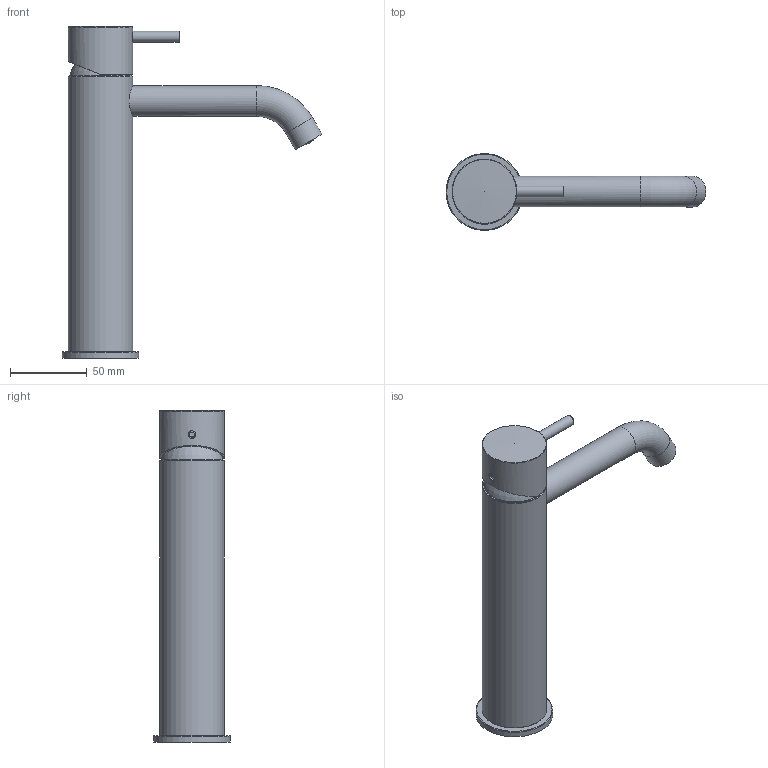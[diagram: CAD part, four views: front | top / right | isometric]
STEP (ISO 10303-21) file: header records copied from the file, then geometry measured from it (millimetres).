
FILE_DESCRIPTION(/* description */ ('Unknown'),/* implementation_level */ '2;1');
FILE_NAME(/* name */ 'CB003MC',/* time_stamp */ '2016-03-15T08:51:52+01:00',/* author */ ('Unknown'),/* organization */ ('Unknown'),/* preprocessor_version */ 'ST-DEVELOPER v16.7',/* originating_system */ 'DEX',/* authorisation */ $);
FILE_SCHEMA (('AUTOMOTIVE_DESIGN {1 0 10303 214 3 1 1}'));
Length unit declared in the file: millimetre
Products named in the file (1): CB003MC
Bounding box: 168.92 x 50 x 215.7 mm (x, y, z)
Surface area: 67325.1 mm2 (no closed solid volume)
Topology: 0 solids, 16 shells, 115 faces, 335 edges, 228 vertices
Faces by surface type: plane 56, cylinder 24, torus 20, cone 12, sphere 2, bspline 1
Full cylindrical faces by diameter (mm): 3.242 x2, 5 x1, 6 x1, 7 x1, 7.5 x1, 11 x1, 12.196 x1, 13.464 x1, 14.577 x1, 15 x1, 16 x1, 16.75 x1, 19 x1, 20 x2, 35 x1, 37 x1, 37.5 x1, 39 x1, 42 x2, 45 x1, 50 x1
Entity records: 6346 total; most frequent: CARTESIAN_POINT 3258, DIRECTION 602, ORIENTED_EDGE 420, EDGE_CURVE 258, AXIS2_PLACEMENT_3D 256, VERTEX_POINT 204, FACE_BOUND 187, EDGE_LOOP 186
